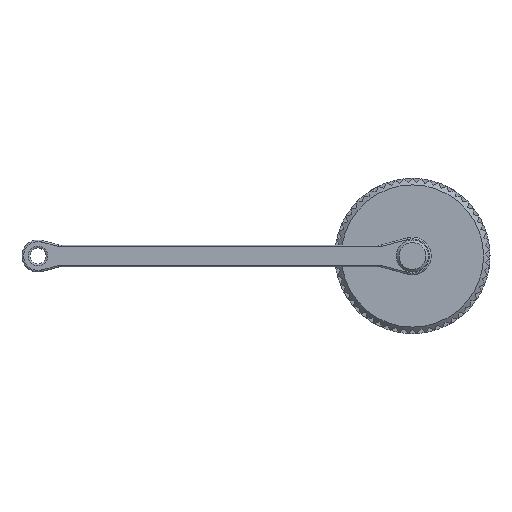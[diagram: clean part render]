
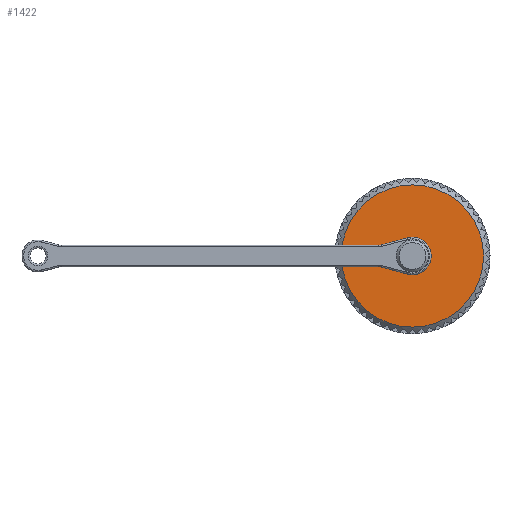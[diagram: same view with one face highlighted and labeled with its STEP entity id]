
A CAD part, left-side view. The second image highlights one B-rep face of the part: STEP entity #1422.
In plain terms, the highlighted planar face has unit normal (-1, 0, 0).
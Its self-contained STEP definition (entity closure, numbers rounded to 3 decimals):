
#1422=ADVANCED_FACE('',(#1886,#1887),#1705,.T.);
#1705=PLANE('',#4869);
#1886=FACE_BOUND('',#1938,.T.);
#1887=FACE_BOUND('',#1939,.T.);
#1938=EDGE_LOOP('',(#2248));
#1939=EDGE_LOOP('',(#2249));
#2248=ORIENTED_EDGE('',*,*,#3969,.T.);
#2249=ORIENTED_EDGE('',*,*,#3970,.T.);
#3566=VERTEX_POINT('',#6745);
#3567=VERTEX_POINT('',#6747);
#3969=EDGE_CURVE('',#3566,#3566,#4628,.T.);
#3970=EDGE_CURVE('',#3567,#3567,#4629,.T.);
#4628=CIRCLE('',#4867,13.3);
#4629=CIRCLE('',#4868,3.5);
#4867=AXIS2_PLACEMENT_3D('',#6744,#5390,#5391);
#4868=AXIS2_PLACEMENT_3D('',#6746,#5392,#5393);
#4869=AXIS2_PLACEMENT_3D('',#6748,#5394,#5395);
#5390=DIRECTION('',(-1.,0.,0.));
#5391=DIRECTION('',(0.,0.,1.));
#5392=DIRECTION('',(1.,0.,0.));
#5393=DIRECTION('',(0.,0.,1.));
#5394=DIRECTION('',(-1.,0.,0.));
#5395=DIRECTION('',(0.,0.,1.));
#6744=CARTESIAN_POINT('',(0.,0.,0.));
#6745=CARTESIAN_POINT('',(0.,0.,13.3));
#6746=CARTESIAN_POINT('',(0.,0.,0.));
#6747=CARTESIAN_POINT('',(0.,0.,3.5));
#6748=CARTESIAN_POINT('',(0.,0.,0.));
